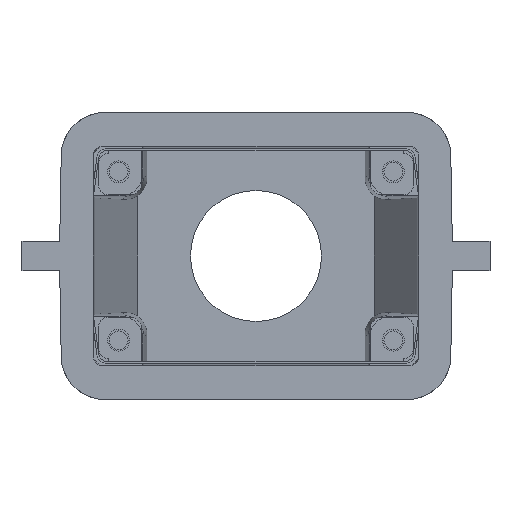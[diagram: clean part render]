
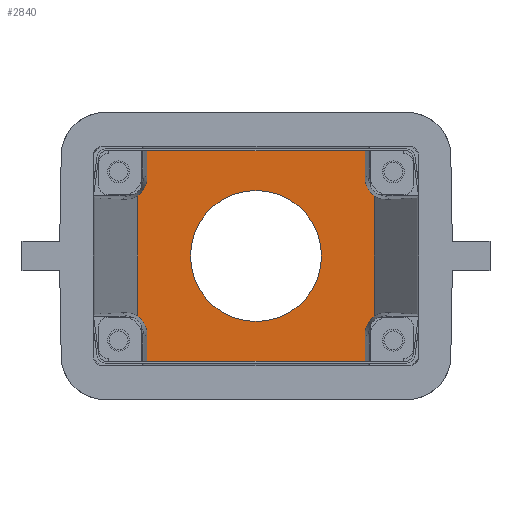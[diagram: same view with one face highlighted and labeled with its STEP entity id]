
A CAD part, front view. The second image highlights one B-rep face of the part: STEP entity #2840.
In plain terms, the highlighted face is planar.
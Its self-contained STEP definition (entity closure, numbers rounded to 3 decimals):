
#1620=CARTESIAN_POINT('',(-27.253,-90.1,-70.));
#1630=DIRECTION('',(0.,-1.,0.));
#1640=DIRECTION('',(-1.,0.,0.));
#1650=AXIS2_PLACEMENT_3D('',#1620,#1630,#1640);
#1660=PLANE('',#1650);
#1670=CARTESIAN_POINT('',(-27.253,-90.1,-70.));
#1680=DIRECTION('',(0.,-1.,0.));
#1690=DIRECTION('',(-1.,0.,0.));
#1700=AXIS2_PLACEMENT_3D('',#1670,#1680,#1690);
#1710=CIRCLE('',#1700,10.5);
#1720=CARTESIAN_POINT('',(-16.753,-90.1,-70.));
#1730=VERTEX_POINT('',#1720);
#1740=CARTESIAN_POINT('',(-37.753,-90.1,-70.));
#1750=VERTEX_POINT('',#1740);
#1760=EDGE_CURVE('',#1730,#1750,#1710,.T.);
#1770=ORIENTED_EDGE('',*,*,#1760,.T.);
#1780=EDGE_CURVE('',#1750,#1730,#1710,.T.);
#1790=ORIENTED_EDGE('',*,*,#1780,.T.);
#1800=EDGE_LOOP('',(#1790,#1770));
#1810=FACE_BOUND('',#1800,.T.);
#1820=CARTESIAN_POINT('',(-8.303,-90.1,0.));
#1830=DIRECTION('',(0.,0.,-1.));
#1840=VECTOR('',#1830,1.);
#1850=LINE('',#1820,#1840);
#1860=CARTESIAN_POINT('',(-8.303,-90.1,
-60.34));
#1870=VERTEX_POINT('',#1860);
#1880=CARTESIAN_POINT('',(-8.303,-90.1,
-79.66));
#1890=VERTEX_POINT('',#1880);
#1900=EDGE_CURVE('',#1870,#1890,#1850,.T.);
#1910=ORIENTED_EDGE('',*,*,#1900,.T.);
#1920=CARTESIAN_POINT('',(-6.255,-90.1,
-57.502));
#1930=DIRECTION('',(0.,-1.,0.));
#1940=DIRECTION('',(-0.707,0.,
-0.707));
#1950=AXIS2_PLACEMENT_3D('',#1920,#1930,#1940);
#1960=ELLIPSE('',#1950,3.5,3.5);
#1970=CARTESIAN_POINT('',(-9.755,-90.1,
-57.502));
#1980=VERTEX_POINT('',#1970);
#1990=EDGE_CURVE('',#1980,#1870,#1960,.T.);
#2000=ORIENTED_EDGE('',*,*,#1990,.T.);
#2010=CARTESIAN_POINT('',(-9.755,-90.1,0.));
#2020=DIRECTION('',(0.,0.,-1.));
#2030=VECTOR('',#2020,1.);
#2040=LINE('',#2010,#2030);
#2050=CARTESIAN_POINT('',(-9.755,-90.1,-53.002
));
#2060=VERTEX_POINT('',#2050);
#2070=EDGE_CURVE('',#2060,#1980,#2040,.T.);
#2080=ORIENTED_EDGE('',*,*,#2070,.T.);
#2090=CARTESIAN_POINT('',(0.,-90.1,-53.002));
#2100=DIRECTION('',(1.,0.,0.));
#2110=VECTOR('',#2100,1.);
#2120=LINE('',#2090,#2110);
#2130=CARTESIAN_POINT('',(-44.752,-90.1,-53.002
));
#2140=VERTEX_POINT('',#2130);
#2150=EDGE_CURVE('',#2140,#2060,#2120,.T.);
#2160=ORIENTED_EDGE('',*,*,#2150,.T.);
#2170=CARTESIAN_POINT('',(-44.752,-90.1,0.));
#2180=DIRECTION('',(0.,0.,1.));
#2190=VECTOR('',#2180,1.);
#2200=LINE('',#2170,#2190);
#2210=CARTESIAN_POINT('',(-44.752,-90.1,-57.502
));
#2220=VERTEX_POINT('',#2210);
#2230=EDGE_CURVE('',#2220,#2140,#2200,.T.);
#2240=ORIENTED_EDGE('',*,*,#2230,.T.);
#2250=CARTESIAN_POINT('',(-48.252,-90.1,-57.502
));
#2260=DIRECTION('',(0.,-1.,0.));
#2270=DIRECTION('',(-0.707,0.,
0.707));
#2280=AXIS2_PLACEMENT_3D('',#2250,#2260,#2270);
#2290=ELLIPSE('',#2280,3.5,3.5);
#2300=CARTESIAN_POINT('',(-46.204,-90.1,-60.34)
);
#2310=VERTEX_POINT('',#2300);
#2320=EDGE_CURVE('',#2310,#2220,#2290,.T.);
#2330=ORIENTED_EDGE('',*,*,#2320,.T.);
#2340=CARTESIAN_POINT('',(-46.204,-90.1,0.));
#2350=DIRECTION('',(0.,0.,-1.));
#2360=VECTOR('',#2350,1.);
#2370=LINE('',#2340,#2360);
#2380=CARTESIAN_POINT('',(-46.204,-90.1,-79.66
));
#2390=VERTEX_POINT('',#2380);
#2400=EDGE_CURVE('',#2310,#2390,#2370,.T.);
#2410=ORIENTED_EDGE('',*,*,#2400,.F.);
#2420=CARTESIAN_POINT('',(-48.252,-90.1,-82.498
));
#2430=DIRECTION('',(0.,-1.,0.));
#2440=DIRECTION('',(-0.707,0.,
-0.707));
#2450=AXIS2_PLACEMENT_3D('',#2420,#2430,#2440);
#2460=ELLIPSE('',#2450,3.5,3.5);
#2470=CARTESIAN_POINT('',(-44.752,-90.1,-82.498)
);
#2480=VERTEX_POINT('',#2470);
#2490=EDGE_CURVE('',#2480,#2390,#2460,.T.);
#2500=ORIENTED_EDGE('',*,*,#2490,.T.);
#2510=CARTESIAN_POINT('',(-44.752,-90.1,0.));
#2520=DIRECTION('',(0.,0.,1.));
#2530=VECTOR('',#2520,1.);
#2540=LINE('',#2510,#2530);
#2550=CARTESIAN_POINT('',(-44.752,-90.1,
-86.998));
#2560=VERTEX_POINT('',#2550);
#2570=EDGE_CURVE('',#2560,#2480,#2540,.T.);
#2580=ORIENTED_EDGE('',*,*,#2570,.T.);
#2590=CARTESIAN_POINT('',(0.,-90.1,-86.998));
#2600=DIRECTION('',(-1.,0.,0.));
#2610=VECTOR('',#2600,1.);
#2620=LINE('',#2590,#2610);
#2630=CARTESIAN_POINT('',(-9.755,-90.1,
-86.998));
#2640=VERTEX_POINT('',#2630);
#2650=EDGE_CURVE('',#2640,#2560,#2620,.T.);
#2660=ORIENTED_EDGE('',*,*,#2650,.T.);
#2670=CARTESIAN_POINT('',(-9.755,-90.1,0.));
#2680=DIRECTION('',(0.,0.,-1.));
#2690=VECTOR('',#2680,1.);
#2700=LINE('',#2670,#2690);
#2710=CARTESIAN_POINT('',(-9.755,-90.1,
-82.498));
#2720=VERTEX_POINT('',#2710);
#2730=EDGE_CURVE('',#2720,#2640,#2700,.T.);
#2740=ORIENTED_EDGE('',*,*,#2730,.T.);
#2750=CARTESIAN_POINT('',(-6.255,-90.1,
-82.498));
#2760=DIRECTION('',(0.,-1.,0.));
#2770=DIRECTION('',(-0.707,0.,
0.707));
#2780=AXIS2_PLACEMENT_3D('',#2750,#2760,#2770);
#2790=ELLIPSE('',#2780,3.5,3.5);
#2800=EDGE_CURVE('',#1890,#2720,#2790,.T.);
#2810=ORIENTED_EDGE('',*,*,#2800,.T.);
#2820=EDGE_LOOP('',(#2810,#2740,#2660,#2580,#2500,#2410,#2330,#2240,
#2160,#2080,#2000,#1910));
#2830=FACE_OUTER_BOUND('',#2820,.T.);
#2840=ADVANCED_FACE('',(#1810,#2830),#1660,.F.);
